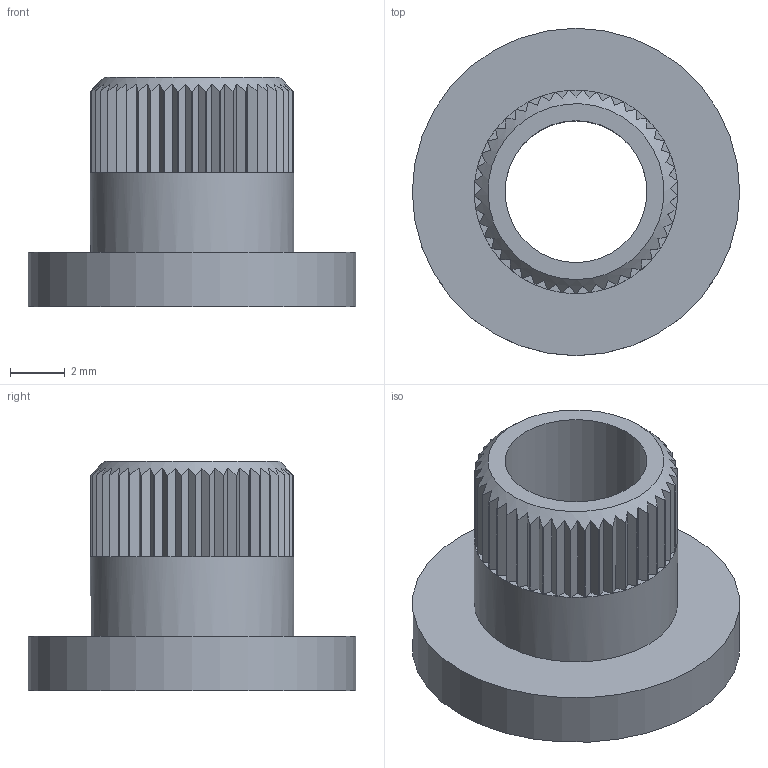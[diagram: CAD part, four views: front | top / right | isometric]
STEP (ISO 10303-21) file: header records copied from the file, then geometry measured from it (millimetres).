
FILE_DESCRIPTION (( 'STEP AP203' ), '1' );
FILE_NAME ('91082-B.STEP', '2014-08-15T12:00:03', ( 'Anwender' ), ( 'Microsoft' ), 'SwSTEP 2.0', 'SolidWorks 2013', '' );
FILE_SCHEMA (( 'CONFIG_CONTROL_DESIGN' ));
Length unit declared in the file: millimetre
Products named in the file (1): 91082-B
Bounding box: 12 x 12 x 8.4 mm (x, y, z)
Volume: 312.8 mm3; surface area: 565.3 mm2
Topology: 1 solids, 1 shells, 143 faces, 419 edges, 279 vertices
Faces by surface type: plane 138, cylinder 3, cone 2
Full cylindrical faces by diameter (mm): 5.2 x1, 7.45 x1, 12 x1
Entity records: 4870 total; most frequent: CARTESIAN_POINT 1103, ORIENTED_EDGE 824, DIRECTION 707, EDGE_CURVE 412, VERTEX_POINT 277, AXIS2_PLACEMENT_3D 241, VECTOR 225, LINE 225
